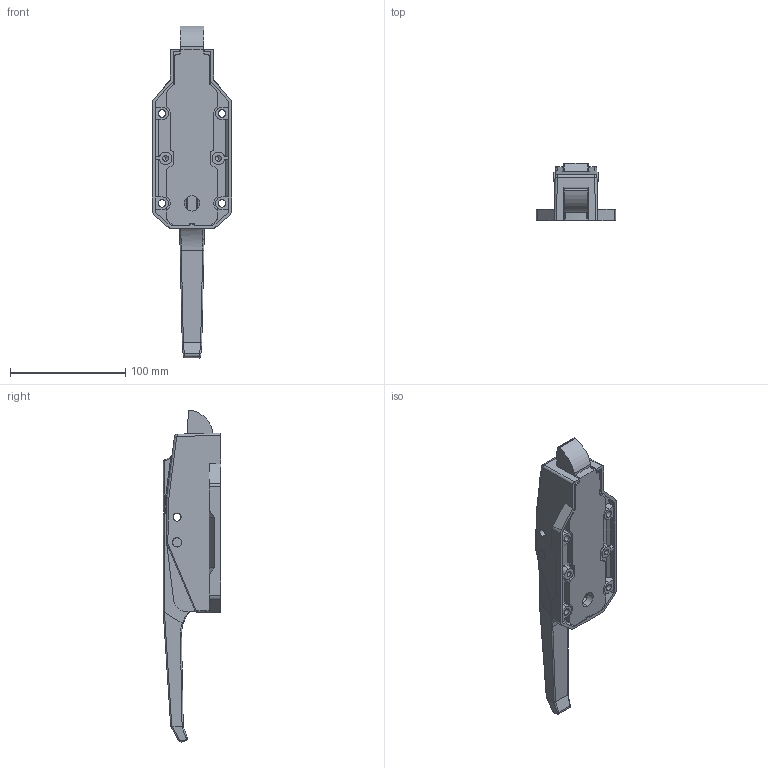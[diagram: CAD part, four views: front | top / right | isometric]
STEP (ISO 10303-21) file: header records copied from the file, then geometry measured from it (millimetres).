
FILE_DESCRIPTION (( 'STEP AP203' ), '1' );
FILE_NAME ('FA-602.STEP', '2009-05-01T07:22:06', ( ' ' ), ( ' ' ), 'SwSTEP 2.0', 'SolidWorks 2007', '' );
FILE_SCHEMA (( 'CONFIG_CONTROL_DESIGN' ));
Length unit declared in the file: millimetre
Products named in the file (5): FA-602杮懱__棉太倌; FA-602; FA-602僴儞僪儖__棉太倌; FA-602儔僢僠__岞奐梡; FA-602掙斅__棉太倌
Assembly tree (4 placements, depth 2):
  FA-602
    FA-602掙斅__棉太倌
    FA-602儔僢僠__岞奐梡
    FA-602杮懱__棉太倌
    FA-602僴儞僪儖__棉太倌
Bounding box: 69 x 50 x 288.33 mm (x, y, z)
Volume: 218353.6 mm3; surface area: 89098.7 mm2
Topology: 4 solids, 4 shells, 401 faces, 1097 edges, 704 vertices
Faces by surface type: plane 203, cylinder 151, bspline 33, cone 12, sphere 2
Entity records: 13948 total; most frequent: CARTESIAN_POINT 3648, ORIENTED_EDGE 2182, DIRECTION 1894, EDGE_CURVE 1091, VECTOR 718, LINE 718, VERTEX_POINT 704, AXIS2_PLACEMENT_3D 588
